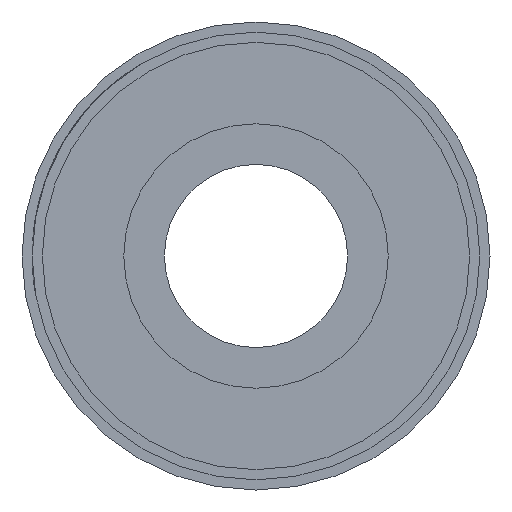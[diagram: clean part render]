
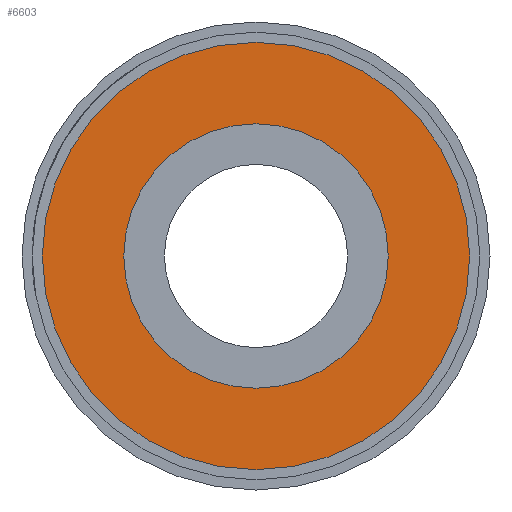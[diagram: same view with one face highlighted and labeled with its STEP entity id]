
A CAD part, left-side view. The second image highlights one B-rep face of the part: STEP entity #6603.
In plain terms, the highlighted planar face has unit normal (-1, 0, 0).
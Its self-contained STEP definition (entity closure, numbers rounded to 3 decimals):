
#31 = CIRCLE ( 'NONE', #6424, 10.5 ) ;
#679 = ORIENTED_EDGE ( 'NONE', *, *, #887, .F. ) ;
#764 = CIRCLE ( 'NONE', #6660, 6.5 ) ;
#793 = EDGE_CURVE ( 'NONE', #6893, #2598, #2145, .T. ) ;
#887 = EDGE_CURVE ( 'NONE', #5318, #4093, #7029, .T. ) ;
#916 = DIRECTION ( 'NONE',  ( -1., 0., 0. ) ) ;
#1140 = AXIS2_PLACEMENT_3D ( 'NONE', #3182, #3142, #5528 ) ;
#1546 = CARTESIAN_POINT ( 'NONE',  ( 0., 0., 0. ) ) ;
#1963 = CARTESIAN_POINT ( 'NONE',  ( 0., 0., -10.5 ) ) ;
#2131 = FACE_BOUND ( 'NONE', #6342, .T. ) ;
#2145 = CIRCLE ( 'NONE', #7395, 10.5 ) ;
#2252 = DIRECTION ( 'NONE',  ( 0., 0., -1. ) ) ;
#2438 = CARTESIAN_POINT ( 'NONE',  ( 0., 0., -6.5 ) ) ;
#2598 = VERTEX_POINT ( 'NONE', #4078 ) ;
#2690 = EDGE_LOOP ( 'NONE', ( #5278, #6761 ) ) ;
#3142 = DIRECTION ( 'NONE',  ( -1., 0., 0. ) ) ;
#3182 = CARTESIAN_POINT ( 'NONE',  ( 0., 0., 0. ) ) ;
#3521 = ORIENTED_EDGE ( 'NONE', *, *, #4970, .F. ) ;
#3786 = DIRECTION ( 'NONE',  ( 0., 0., 1. ) ) ;
#3822 = CARTESIAN_POINT ( 'NONE',  ( 0., 0., 0. ) ) ;
#3927 = CARTESIAN_POINT ( 'NONE',  ( 0., 0., 6.5 ) ) ;
#3978 = FACE_OUTER_BOUND ( 'NONE', #2690, .T. ) ;
#4078 = CARTESIAN_POINT ( 'NONE',  ( 0., 0., 10.5 ) ) ;
#4093 = VERTEX_POINT ( 'NONE', #3927 ) ;
#4491 = CARTESIAN_POINT ( 'NONE',  ( 0., 0., 0. ) ) ;
#4970 = EDGE_CURVE ( 'NONE', #4093, #5318, #764, .T. ) ;
#5142 = DIRECTION ( 'NONE',  ( -1., 0., 0. ) ) ;
#5278 = ORIENTED_EDGE ( 'NONE', *, *, #7317, .T. ) ;
#5318 = VERTEX_POINT ( 'NONE', #2438 ) ;
#5466 = DIRECTION ( 'NONE',  ( 0., 0., 1. ) ) ;
#5528 = DIRECTION ( 'NONE',  ( 0., 0., 1. ) ) ;
#6277 = CARTESIAN_POINT ( 'NONE',  ( 0., 0., 0. ) ) ;
#6342 = EDGE_LOOP ( 'NONE', ( #3521, #679 ) ) ;
#6369 = PLANE ( 'NONE',  #7038 ) ;
#6424 = AXIS2_PLACEMENT_3D ( 'NONE', #1546, #7263, #5466 ) ;
#6603 = ADVANCED_FACE ( 'NONE', ( #2131, #3978 ), #6369, .F. ) ;
#6660 = AXIS2_PLACEMENT_3D ( 'NONE', #3822, #916, #3786 ) ;
#6761 = ORIENTED_EDGE ( 'NONE', *, *, #793, .T. ) ;
#6893 = VERTEX_POINT ( 'NONE', #1963 ) ;
#6910 = DIRECTION ( 'NONE',  ( 0., 0., 1. ) ) ;
#7029 = CIRCLE ( 'NONE', #1140, 6.5 ) ;
#7038 = AXIS2_PLACEMENT_3D ( 'NONE', #4491, #7620, #2252 ) ;
#7263 = DIRECTION ( 'NONE',  ( -1., 0., 0. ) ) ;
#7317 = EDGE_CURVE ( 'NONE', #2598, #6893, #31, .T. ) ;
#7395 = AXIS2_PLACEMENT_3D ( 'NONE', #6277, #5142, #6910 ) ;
#7620 = DIRECTION ( 'NONE',  ( 1., 0., 0. ) ) ;
